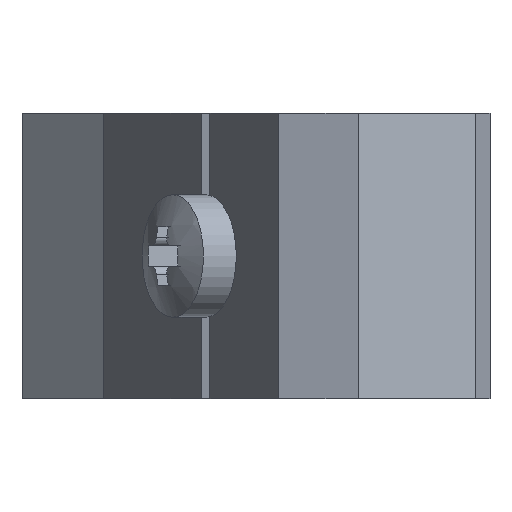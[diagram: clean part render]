
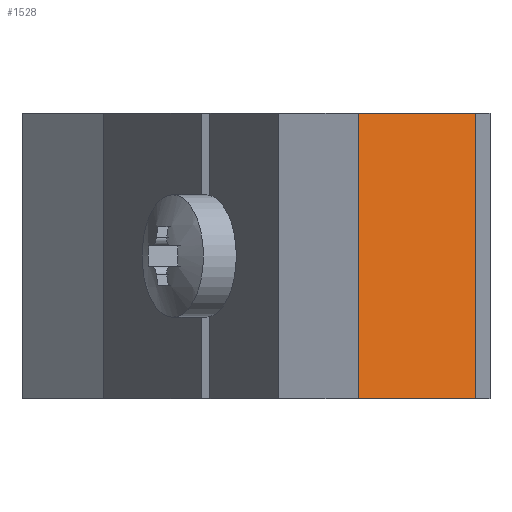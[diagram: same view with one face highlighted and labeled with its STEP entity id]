
A CAD part, left-side view. The second image highlights one B-rep face of the part: STEP entity #1528.
In plain terms, the highlighted planar face has unit normal (-0.866, -0.5, 0).
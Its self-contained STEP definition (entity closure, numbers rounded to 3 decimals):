
#78=LINE('',#2309,#246);
#105=LINE('',#2367,#273);
#156=LINE('',#2469,#324);
#157=LINE('',#2471,#325);
#246=VECTOR('',#1844,10.);
#273=VECTOR('',#1879,10.);
#324=VECTOR('',#1996,10.);
#325=VECTOR('',#1999,10.);
#414=PLANE('',#1679);
#499=FACE_OUTER_BOUND('',#586,.T.);
#586=EDGE_LOOP('',(#1302,#1303,#1304,#1305));
#729=VERTEX_POINT('',#2306);
#730=VERTEX_POINT('',#2308);
#756=VERTEX_POINT('',#2364);
#757=VERTEX_POINT('',#2366);
#883=EDGE_CURVE('',#730,#729,#78,.T.);
#913=EDGE_CURVE('',#757,#756,#105,.T.);
#964=EDGE_CURVE('',#729,#757,#156,.T.);
#965=EDGE_CURVE('',#730,#756,#157,.T.);
#1302=ORIENTED_EDGE('',*,*,#965,.F.);
#1303=ORIENTED_EDGE('',*,*,#883,.T.);
#1304=ORIENTED_EDGE('',*,*,#964,.T.);
#1305=ORIENTED_EDGE('',*,*,#913,.T.);
#1528=ADVANCED_FACE('',(#499),#414,.T.);
#1679=AXIS2_PLACEMENT_3D('',#2470,#1997,#1998);
#1844=DIRECTION('',(0.5,-0.866,0.));
#1879=DIRECTION('',(-0.5,0.866,0.));
#1996=DIRECTION('',(0.,0.,1.));
#1997=DIRECTION('center_axis',(-0.866,-0.5,0.));
#1998=DIRECTION('ref_axis',(0.,0.,1.));
#1999=DIRECTION('',(0.,0.,1.));
#2306=CARTESIAN_POINT('',(-8.807,-0.237,-4.9));
#2308=CARTESIAN_POINT('',(-11.124,3.776,-4.9));
#2309=CARTESIAN_POINT('',(-11.124,3.776,-4.9));
#2364=CARTESIAN_POINT('',(-11.124,3.776,4.9));
#2366=CARTESIAN_POINT('',(-8.807,-0.237,4.9));
#2367=CARTESIAN_POINT('',(-11.124,3.776,4.9));
#2469=CARTESIAN_POINT('',(-8.807,-0.237,0.));
#2470=CARTESIAN_POINT('Origin',(-8.807,-0.237,0.));
#2471=CARTESIAN_POINT('',(-11.124,3.776,0.));
